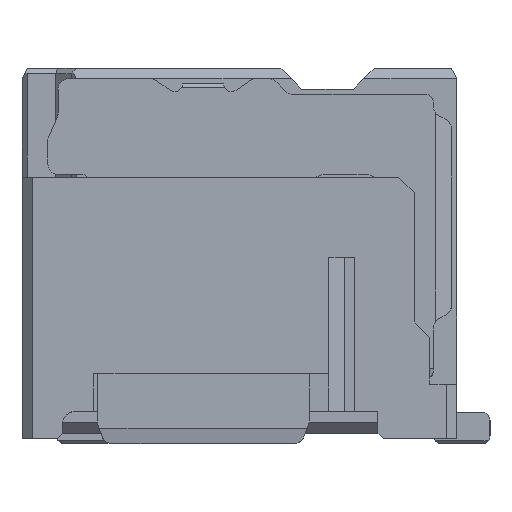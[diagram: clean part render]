
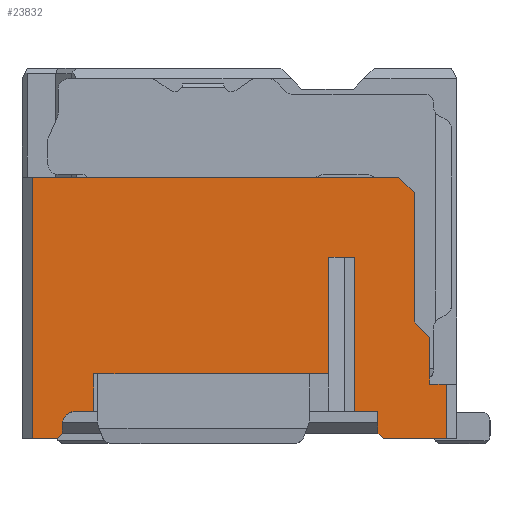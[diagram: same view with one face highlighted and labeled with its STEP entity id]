
A CAD part, left-side view. The second image highlights one B-rep face of the part: STEP entity #23832.
In plain terms, the highlighted planar face has unit normal (-1, 0, 0).
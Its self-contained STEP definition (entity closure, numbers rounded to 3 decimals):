
#2322=CARTESIAN_POINT('',(-11.05,-3.025,-6.1));
#2323=VERTEX_POINT('',#2322);
#2330=CARTESIAN_POINT('',(-11.05,-3.345,-6.1));
#2331=VERTEX_POINT('',#2330);
#2332=CARTESIAN_POINT('',(-11.05,-3.025,-6.1));
#2333=DIRECTION('',(0.,-1.,0.));
#2334=VECTOR('',#2333,0.32);
#2335=LINE('',#2332,#2334);
#2336=EDGE_CURVE('',#2323,#2331,#2335,.T.);
#2415=CARTESIAN_POINT('',(-11.05,-2.425,-2.1));
#2416=VERTEX_POINT('',#2415);
#2529=CARTESIAN_POINT('',(-11.05,4.655,-2.1));
#2530=VERTEX_POINT('',#2529);
#2537=CARTESIAN_POINT('',(-11.05,4.655,-2.1));
#2538=DIRECTION('',(0.,-1.,0.));
#2539=VECTOR('',#2538,7.08);
#2540=LINE('',#2537,#2539);
#2541=EDGE_CURVE('',#2530,#2416,#2540,.T.);
#2551=CARTESIAN_POINT('',(-11.05,-2.725,-2.4));
#2552=VERTEX_POINT('',#2551);
#2553=CARTESIAN_POINT('',(-11.05,-2.425,-2.1));
#2554=DIRECTION('',(0.,-0.707,-0.707));
#2555=VECTOR('',#2554,0.424);
#2556=LINE('',#2553,#2555);
#2557=EDGE_CURVE('',#2416,#2552,#2556,.T.);
#2582=CARTESIAN_POINT('',(-11.05,-2.725,-4.9));
#2583=VERTEX_POINT('',#2582);
#2584=CARTESIAN_POINT('',(-11.05,-2.725,-2.4));
#2585=DIRECTION('',(0.,0.,-1.));
#2586=VECTOR('',#2585,2.5);
#2587=LINE('',#2584,#2586);
#2588=EDGE_CURVE('',#2552,#2583,#2587,.T.);
#2612=CARTESIAN_POINT('',(-11.05,-3.025,-5.2));
#2613=VERTEX_POINT('',#2612);
#2614=CARTESIAN_POINT('',(-11.05,-2.725,-4.9));
#2615=DIRECTION('',(0.,-0.707,-0.707));
#2616=VECTOR('',#2615,0.424);
#2617=LINE('',#2614,#2616);
#2618=EDGE_CURVE('',#2583,#2613,#2617,.T.);
#2636=CARTESIAN_POINT('',(-11.05,-3.025,-5.2));
#2637=DIRECTION('',(0.,0.,-1.));
#2638=VECTOR('',#2637,0.9);
#2639=LINE('',#2636,#2638);
#2640=EDGE_CURVE('',#2613,#2323,#2639,.T.);
#20558=CARTESIAN_POINT('',(-11.05,-2.025,-6.63));
#20559=VERTEX_POINT('',#20558);
#20591=CARTESIAN_POINT('',(-11.05,-2.025,-7.05));
#20592=VERTEX_POINT('',#20591);
#20599=CARTESIAN_POINT('',(-11.05,-2.025,-7.05));
#20600=DIRECTION('',(0.,0.,1.));
#20601=VECTOR('',#20600,0.42);
#20602=LINE('',#20599,#20601);
#20603=EDGE_CURVE('',#20592,#20559,#20602,.T.);
#20639=CARTESIAN_POINT('',(-11.05,4.075,-6.88));
#20640=VERTEX_POINT('',#20639);
#20647=CARTESIAN_POINT('',(-11.05,4.075,-7.05));
#20648=VERTEX_POINT('',#20647);
#20649=CARTESIAN_POINT('',(-11.05,4.075,-6.88));
#20650=DIRECTION('',(0.,0.,-1.));
#20651=VECTOR('',#20650,0.17);
#20652=LINE('',#20649,#20651);
#20653=EDGE_CURVE('',#20640,#20648,#20652,.T.);
#20718=CARTESIAN_POINT('',(-11.05,-3.345,-7.15));
#20719=VERTEX_POINT('',#20718);
#20726=CARTESIAN_POINT('',(-11.05,-2.125,-7.15));
#20727=VERTEX_POINT('',#20726);
#20728=CARTESIAN_POINT('',(-11.05,-3.345,-7.15));
#20729=DIRECTION('',(0.,1.,0.));
#20730=VECTOR('',#20729,1.22);
#20731=LINE('',#20728,#20730);
#20732=EDGE_CURVE('',#20719,#20727,#20731,.T.);
#20969=CARTESIAN_POINT('',(-11.05,4.175,-7.15));
#20970=VERTEX_POINT('',#20969);
#20971=CARTESIAN_POINT('',(-11.05,4.655,-7.15));
#20972=VERTEX_POINT('',#20971);
#20973=CARTESIAN_POINT('',(-11.05,4.175,-7.15));
#20974=DIRECTION('',(0.,1.,0.));
#20975=VECTOR('',#20974,0.48);
#20976=LINE('',#20973,#20975);
#20977=EDGE_CURVE('',#20970,#20972,#20976,.T.);
#21381=CARTESIAN_POINT('',(-11.05,4.075,-7.05));
#21382=DIRECTION('',(0.,0.707,-0.707));
#21383=VECTOR('',#21382,0.141);
#21384=LINE('',#21381,#21383);
#21385=EDGE_CURVE('',#20648,#20970,#21384,.T.);
#21423=CARTESIAN_POINT('',(-11.05,-2.125,-7.15));
#21424=DIRECTION('',(0.,0.707,0.707));
#21425=VECTOR('',#21424,0.141);
#21426=LINE('',#21423,#21425);
#21427=EDGE_CURVE('',#20727,#20592,#21426,.T.);
#21781=CARTESIAN_POINT('',(-11.05,4.655,-7.15));
#21782=DIRECTION('',(0.,0.,1.));
#21783=VECTOR('',#21782,5.05);
#21784=LINE('',#21781,#21783);
#21785=EDGE_CURVE('',#20972,#2530,#21784,.T.);
#23099=CARTESIAN_POINT('',(-11.05,-3.345,-6.1));
#23100=DIRECTION('',(0.,0.,-1.));
#23101=VECTOR('',#23100,1.05);
#23102=LINE('',#23099,#23101);
#23103=EDGE_CURVE('',#2331,#20719,#23102,.T.);
#23748=CARTESIAN_POINT('',(-11.05,0.655,-4.625));
#23749=DIRECTION('',(0.,-1.,0.));
#23750=DIRECTION('',(-1.,0.,0.));
#23751=AXIS2_PLACEMENT_3D('',#23748,#23750,#23749);
#23752=PLANE('',#23751);
#23753=ORIENTED_EDGE('',*,*,#20732,.F.);
#23754=ORIENTED_EDGE('',*,*,#23103,.F.);
#23755=ORIENTED_EDGE('',*,*,#2336,.F.);
#23756=ORIENTED_EDGE('',*,*,#2640,.F.);
#23757=ORIENTED_EDGE('',*,*,#2618,.F.);
#23758=ORIENTED_EDGE('',*,*,#2588,.F.);
#23759=ORIENTED_EDGE('',*,*,#2557,.F.);
#23760=ORIENTED_EDGE('',*,*,#2541,.F.);
#23761=ORIENTED_EDGE('',*,*,#21785,.F.);
#23762=ORIENTED_EDGE('',*,*,#20977,.F.);
#23763=ORIENTED_EDGE('',*,*,#21385,.F.);
#23764=ORIENTED_EDGE('',*,*,#20653,.F.);
#23765=CARTESIAN_POINT('',(-11.05,3.825,-6.63));
#23766=VERTEX_POINT('',#23765);
#23767=CARTESIAN_POINT('',(-11.05,3.825,-6.88));
#23768=DIRECTION('',(0.,1.,0.));
#23769=DIRECTION('',(1.,0.,0.));
#23770=AXIS2_PLACEMENT_3D('',#23767,#23769,#23768);
#23771=CIRCLE('',#23770,0.25);
#23772=EDGE_CURVE('',#20640,#23766,#23771,.T.);
#23773=ORIENTED_EDGE('',*,*,#23772,.T.);
#23774=CARTESIAN_POINT('',(-11.05,3.465,-6.63));
#23775=VERTEX_POINT('',#23774);
#23776=CARTESIAN_POINT('',(-11.05,3.825,-6.63));
#23777=DIRECTION('',(0.,-1.,0.));
#23778=VECTOR('',#23777,0.36);
#23779=LINE('',#23776,#23778);
#23780=EDGE_CURVE('',#23766,#23775,#23779,.T.);
#23781=ORIENTED_EDGE('',*,*,#23780,.T.);
#23782=CARTESIAN_POINT('',(-11.05,3.465,-5.9));
#23783=VERTEX_POINT('',#23782);
#23784=CARTESIAN_POINT('',(-11.05,3.465,-6.63));
#23785=DIRECTION('',(0.,0.,1.));
#23786=VECTOR('',#23785,0.73);
#23787=LINE('',#23784,#23786);
#23788=EDGE_CURVE('',#23775,#23783,#23787,.T.);
#23789=ORIENTED_EDGE('',*,*,#23788,.T.);
#23790=CARTESIAN_POINT('',(-11.05,-1.075,-5.9));
#23791=VERTEX_POINT('',#23790);
#23792=CARTESIAN_POINT('',(-11.05,3.465,-5.9));
#23793=DIRECTION('',(0.,-1.,0.));
#23794=VECTOR('',#23793,4.54);
#23795=LINE('',#23792,#23794);
#23796=EDGE_CURVE('',#23783,#23791,#23795,.T.);
#23797=ORIENTED_EDGE('',*,*,#23796,.T.);
#23798=CARTESIAN_POINT('',(-11.05,-1.075,-3.65));
#23799=VERTEX_POINT('',#23798);
#23800=CARTESIAN_POINT('',(-11.05,-1.075,-5.9));
#23801=DIRECTION('',(0.,0.,1.));
#23802=VECTOR('',#23801,2.25);
#23803=LINE('',#23800,#23802);
#23804=EDGE_CURVE('',#23791,#23799,#23803,.T.);
#23805=ORIENTED_EDGE('',*,*,#23804,.T.);
#23806=CARTESIAN_POINT('',(-11.05,-1.575,-3.65));
#23807=VERTEX_POINT('',#23806);
#23808=CARTESIAN_POINT('',(-11.05,-1.075,-3.65));
#23809=DIRECTION('',(0.,-1.,0.));
#23810=VECTOR('',#23809,0.5);
#23811=LINE('',#23808,#23810);
#23812=EDGE_CURVE('',#23799,#23807,#23811,.T.);
#23813=ORIENTED_EDGE('',*,*,#23812,.T.);
#23814=CARTESIAN_POINT('',(-11.05,-1.575,-6.63));
#23815=VERTEX_POINT('',#23814);
#23816=CARTESIAN_POINT('',(-11.05,-1.575,-3.65));
#23817=DIRECTION('',(0.,0.,-1.));
#23818=VECTOR('',#23817,2.98);
#23819=LINE('',#23816,#23818);
#23820=EDGE_CURVE('',#23807,#23815,#23819,.T.);
#23821=ORIENTED_EDGE('',*,*,#23820,.T.);
#23822=CARTESIAN_POINT('',(-11.05,-1.575,-6.63));
#23823=DIRECTION('',(0.,-1.,0.));
#23824=VECTOR('',#23823,0.45);
#23825=LINE('',#23822,#23824);
#23826=EDGE_CURVE('',#23815,#20559,#23825,.T.);
#23827=ORIENTED_EDGE('',*,*,#23826,.T.);
#23828=ORIENTED_EDGE('',*,*,#20603,.F.);
#23829=ORIENTED_EDGE('',*,*,#21427,.F.);
#23830=EDGE_LOOP('',(#23753,#23754,#23755,#23756,#23757,#23758,#23759,#23760,#23761,#23762,#23763,#23764,#23773,#23781,#23789,#23797,#23805,#23813,#23821,#23827,#23828,#23829));
#23831=FACE_OUTER_BOUND('',#23830,.T.);
#23832=ADVANCED_FACE('',(#23831),#23752,.T.);
